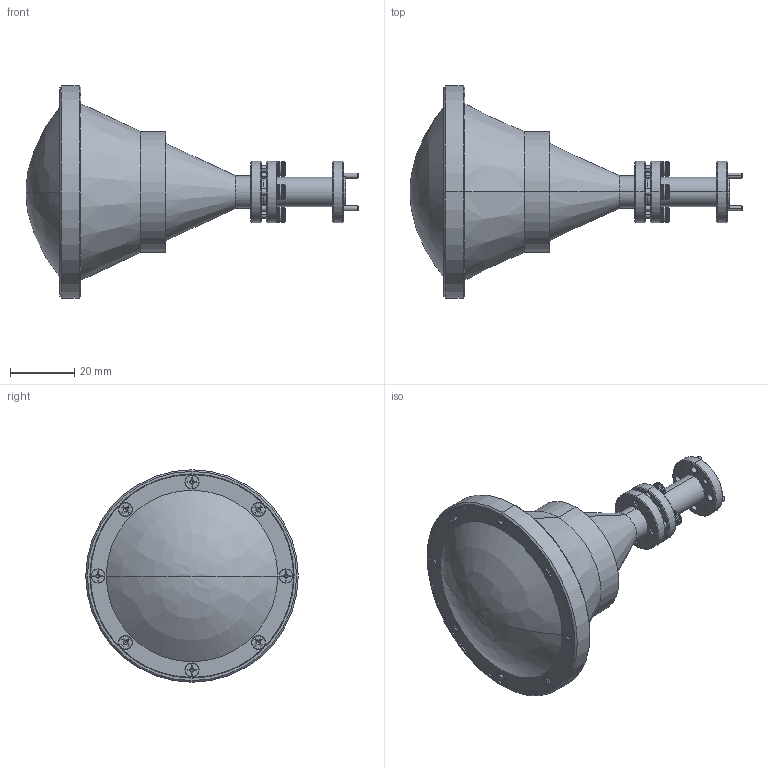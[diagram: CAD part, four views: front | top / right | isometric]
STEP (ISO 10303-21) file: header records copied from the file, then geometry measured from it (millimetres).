
FILE_DESCRIPTION (( 'STEP AP203' ), '1' );
FILE_NAME ('SAL-7138633004-12-S1.STEP', '2019-10-24T23:28:57', ( '' ), ( '' ), 'SwSTEP 2.0', 'SolidWorks 2016', '' );
FILE_SCHEMA (( 'CONFIG_CONTROL_DESIGN' ));
Length unit declared in the file: inch
Products named in the file (1): SAL-7138633004-12-S1
Bounding box: 103.23 x 66.04 x 66.04 mm (x, y, z)
Volume: 43286.4 mm3; surface area: 26820.4 mm2
Topology: 21 solids, 21 shells, 1137 faces, 3026 edges, 1951 vertices
Faces by surface type: plane 591, cylinder 378, cone 150, bspline 10, torus 8
Entity records: 36781 total; most frequent: CARTESIAN_POINT 9675, ORIENTED_EDGE 5984, DIRECTION 5172, EDGE_CURVE 2992, AXIS2_PLACEMENT_3D 2006, VERTEX_POINT 1951, EDGE_LOOP 1271, VECTOR 1160
